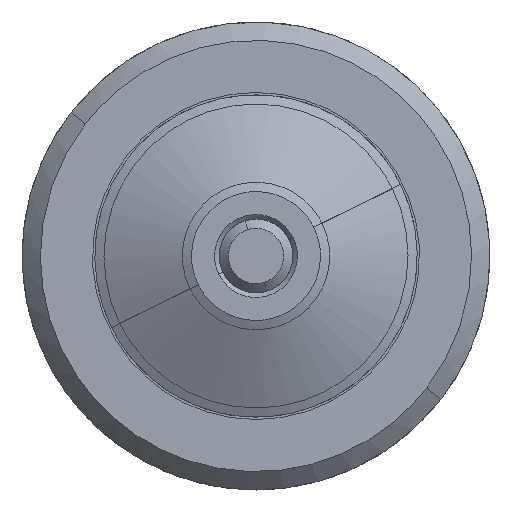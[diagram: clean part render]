
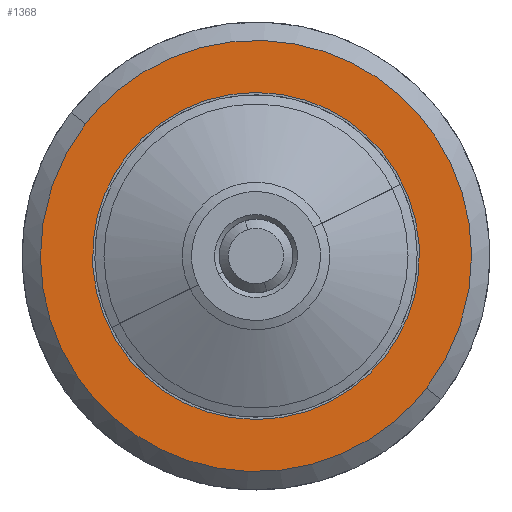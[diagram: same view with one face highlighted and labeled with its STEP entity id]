
A CAD part, left-side view. The second image highlights one B-rep face of the part: STEP entity #1368.
In plain terms, the highlighted free-form (B-spline) face has degree [1, 1] with [2, 2] control points.
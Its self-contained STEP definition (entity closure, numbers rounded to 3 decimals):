
#965 = EDGE_CURVE('',#966,#968,#970,.T.);
#966 = VERTEX_POINT('',#967);
#967 = CARTESIAN_POINT('',(-121.485,17.281,
    13.4));
#968 = VERTEX_POINT('',#969);
#969 = CARTESIAN_POINT('',(-121.485,-17.281,
    -13.4));
#970 = ( BOUNDED_CURVE() B_SPLINE_CURVE(2,(#971,#972,#973,#974,#975),
.UNSPECIFIED.,.F.,.F.) B_SPLINE_CURVE_WITH_KNOTS((3,2,3),(3.142,
4.712,6.283),.PIECEWISE_BEZIER_KNOTS.) CURVE() 
GEOMETRIC_REPRESENTATION_ITEM() RATIONAL_B_SPLINE_CURVE((1.,
0.707,1.,0.707,1.)) REPRESENTATION_ITEM('') );
#971 = CARTESIAN_POINT('',(-121.485,17.281,
    13.4));
#972 = CARTESIAN_POINT('',(-121.485,30.681,
    -3.881));
#973 = CARTESIAN_POINT('',(-121.485,13.4,
    -17.281));
#974 = CARTESIAN_POINT('',(-121.485,-3.881,
    -30.681));
#975 = CARTESIAN_POINT('',(-121.485,-17.281,
    -13.4));
#1088 = VERTEX_POINT('',#1089);
#1089 = CARTESIAN_POINT('',(-121.485,-13.108,
    -10.164));
#1107 = VERTEX_POINT('',#1108);
#1108 = CARTESIAN_POINT('',(-121.485,13.108,
    10.164));
#1113 = EDGE_CURVE('',#1107,#1088,#1114,.T.);
#1114 = ( BOUNDED_CURVE() B_SPLINE_CURVE(2,(#1115,#1116,#1117,#1118,
#1119),.UNSPECIFIED.,.F.,.F.) B_SPLINE_CURVE_WITH_KNOTS((3,2,3),(
    3.142,4.712,6.283),
.PIECEWISE_BEZIER_KNOTS.) CURVE() GEOMETRIC_REPRESENTATION_ITEM() 
RATIONAL_B_SPLINE_CURVE((1.,0.707,1.,0.707,1.)) 
REPRESENTATION_ITEM('') );
#1115 = CARTESIAN_POINT('',(-121.485,13.108,
    10.164));
#1116 = CARTESIAN_POINT('',(-121.485,2.944,
    23.273));
#1117 = CARTESIAN_POINT('',(-121.485,-10.164,
    13.108));
#1118 = CARTESIAN_POINT('',(-121.485,-23.273,
    2.944));
#1119 = CARTESIAN_POINT('',(-121.485,-13.108,
    -10.164));
#1349 = EDGE_CURVE('',#1088,#1107,#1350,.T.);
#1350 = ( BOUNDED_CURVE() B_SPLINE_CURVE(2,(#1351,#1352,#1353,#1354,
#1355),.UNSPECIFIED.,.F.,.F.) B_SPLINE_CURVE_WITH_KNOTS((3,2,3),(0.,
1.571,3.142),.PIECEWISE_BEZIER_KNOTS.) CURVE() 
GEOMETRIC_REPRESENTATION_ITEM() RATIONAL_B_SPLINE_CURVE((1.,
0.707,1.,0.707,1.)) REPRESENTATION_ITEM('') );
#1351 = CARTESIAN_POINT('',(-121.485,-13.108,
    -10.164));
#1352 = CARTESIAN_POINT('',(-121.485,-2.944,
    -23.273));
#1353 = CARTESIAN_POINT('',(-121.485,10.164,
    -13.108));
#1354 = CARTESIAN_POINT('',(-121.485,23.273,
    -2.944));
#1355 = CARTESIAN_POINT('',(-121.485,13.108,
    10.164));
#1368 = ADVANCED_FACE('',(#1369,#1380),#1384,.F.);
#1369 = FACE_BOUND('',#1370,.T.);
#1370 = EDGE_LOOP('',(#1371,#1379));
#1371 = ORIENTED_EDGE('',*,*,#1372,.T.);
#1372 = EDGE_CURVE('',#968,#966,#1373,.T.);
#1373 = ( BOUNDED_CURVE() B_SPLINE_CURVE(2,(#1374,#1375,#1376,#1377,
#1378),.UNSPECIFIED.,.F.,.F.) B_SPLINE_CURVE_WITH_KNOTS((3,2,3),(0.,
1.571,3.142),.PIECEWISE_BEZIER_KNOTS.) CURVE() 
GEOMETRIC_REPRESENTATION_ITEM() RATIONAL_B_SPLINE_CURVE((1.,
0.707,1.,0.707,1.)) REPRESENTATION_ITEM('') );
#1374 = CARTESIAN_POINT('',(-121.485,-17.281,
    -13.4));
#1375 = CARTESIAN_POINT('',(-121.485,-30.681,
    3.881));
#1376 = CARTESIAN_POINT('',(-121.485,-13.4,
    17.281));
#1377 = CARTESIAN_POINT('',(-121.485,3.881,
    30.681));
#1378 = CARTESIAN_POINT('',(-121.485,17.281,
    13.4));
#1379 = ORIENTED_EDGE('',*,*,#965,.T.);
#1380 = FACE_BOUND('',#1381,.T.);
#1381 = EDGE_LOOP('',(#1382,#1383));
#1382 = ORIENTED_EDGE('',*,*,#1349,.T.);
#1383 = ORIENTED_EDGE('',*,*,#1113,.T.);
#1384 = B_SPLINE_SURFACE_WITH_KNOTS('',1,1,(
    (#1385,#1386)
    ,(#1387,#1388
    )),.UNSPECIFIED.,.F.,.F.,.F.,(2,2),(2,2),(-23.4,23.4),(-41.15,5.65),
  .PIECEWISE_BEZIER_KNOTS.);
#1385 = CARTESIAN_POINT('',(-121.485,3.881,
    30.681));
#1386 = CARTESIAN_POINT('',(-121.485,30.681,
    -3.881));
#1387 = CARTESIAN_POINT('',(-121.485,-30.681,
    3.881));
#1388 = CARTESIAN_POINT('',(-121.485,-3.881,
    -30.681));
